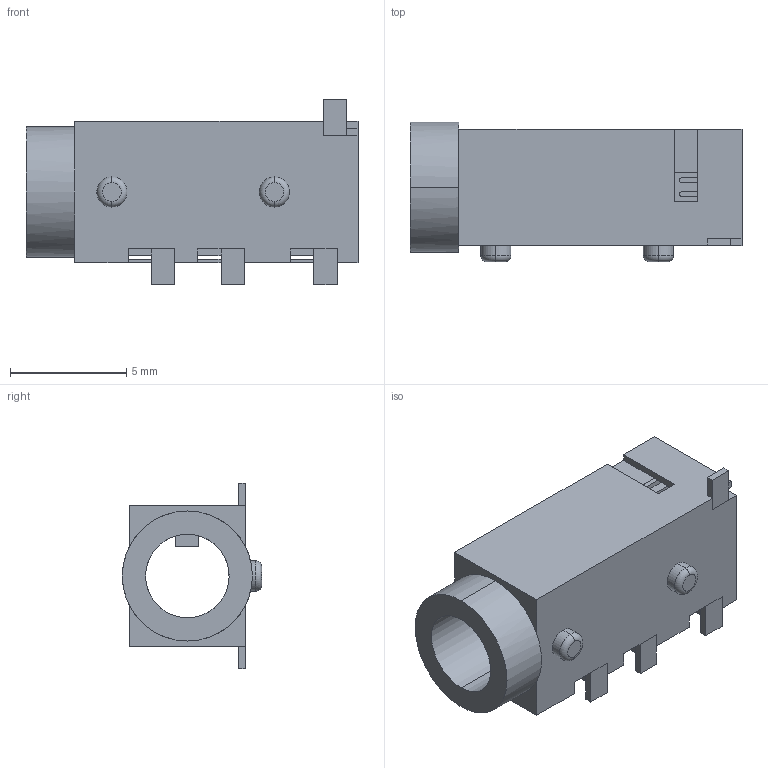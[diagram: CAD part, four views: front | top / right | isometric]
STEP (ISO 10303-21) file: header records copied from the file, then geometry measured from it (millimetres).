
FILE_DESCRIPTION (( 'STEP AP214' ), '1' );
FILE_NAME ('PJ-320D.STEP', '2021-08-21T06:35:41', ( '' ), ( '' ), 'SwSTEP 2.0', 'SolidWorks 2018', '' );
FILE_SCHEMA (( 'AUTOMOTIVE_DESIGN' ));
Length unit declared in the file: millimetre
Products named in the file (2): PJ-320D
Bounding box: 14.3 x 6 x 8 mm (x, y, z)
Volume: 267.3 mm3; surface area: 692.5 mm2
Topology: 5 solids, 5 shells, 168 faces, 471 edges, 307 vertices
Faces by surface type: plane 138, cylinder 26, torus 4
Entity records: 7230 total; most frequent: CARTESIAN_POINT 948, ORIENTED_EDGE 942, DIRECTION 879, EDGE_CURVE 471, LINE 403, VECTOR 403, VERTEX_POINT 307, AXIS2_PLACEMENT_3D 238
